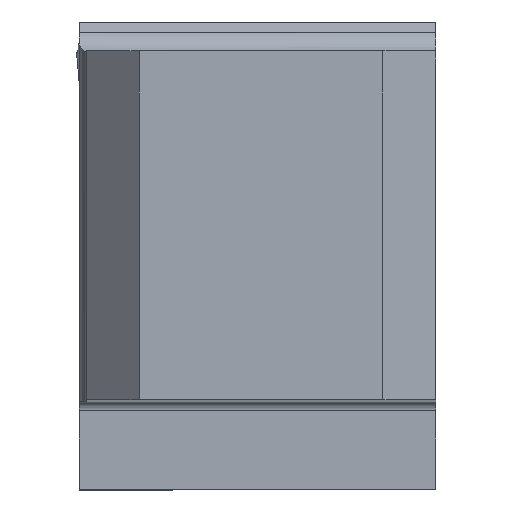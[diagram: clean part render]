
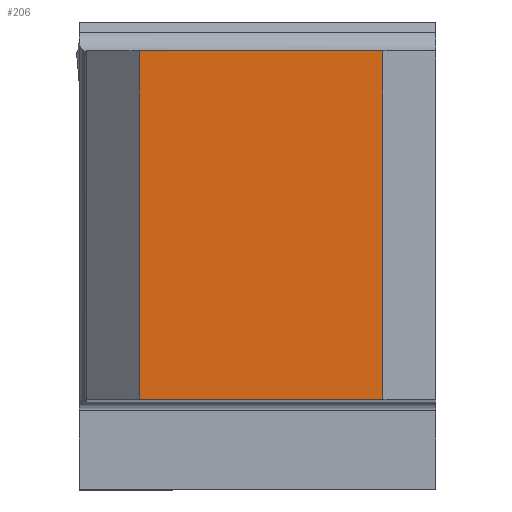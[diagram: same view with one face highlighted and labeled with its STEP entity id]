
A CAD part, top view. The second image highlights one B-rep face of the part: STEP entity #206.
In plain terms, the highlighted planar face has unit normal (0, 0, 1).
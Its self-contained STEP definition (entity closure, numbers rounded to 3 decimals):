
#206=ADVANCED_FACE('CU_BACK_SU1',(#322),#282,.F.);
#282=PLANE('',#1587);
#322=FACE_OUTER_BOUND('',#398,.T.);
#398=EDGE_LOOP('',(#474,#475,#476,#477));
#474=ORIENTED_EDGE('',*,*,#1023,.F.);
#475=ORIENTED_EDGE('',*,*,#1024,.T.);
#476=ORIENTED_EDGE('',*,*,#1025,.T.);
#477=ORIENTED_EDGE('',*,*,#1026,.F.);
#888=VERTEX_POINT('',#2170);
#889=VERTEX_POINT('',#2171);
#890=VERTEX_POINT('',#2173);
#891=VERTEX_POINT('',#2175);
#1023=EDGE_CURVE('',#888,#889,#1230,.T.);
#1024=EDGE_CURVE('',#888,#890,#1231,.T.);
#1025=EDGE_CURVE('',#890,#891,#1232,.T.);
#1026=EDGE_CURVE('',#889,#891,#1233,.T.);
#1230=LINE('',#2169,#1366);
#1231=LINE('',#2172,#1367);
#1232=LINE('',#2174,#1368);
#1233=LINE('',#2176,#1369);
#1366=VECTOR('',#1738,1.);
#1367=VECTOR('',#1739,1.);
#1368=VECTOR('',#1740,1.);
#1369=VECTOR('',#1741,1.);
#1587=AXIS2_PLACEMENT_3D('',#2177,#1742,#1743);
#1738=DIRECTION('',(0.,1.,0.));
#1739=DIRECTION('',(1.,0.,0.));
#1740=DIRECTION('',(0.,1.,0.));
#1741=DIRECTION('',(1.,0.,0.));
#1742=DIRECTION('',(0.,0.,-1.));
#1743=DIRECTION('',(-1.,0.,0.));
#2169=CARTESIAN_POINT('',(-16.925,0.,0.));
#2170=CARTESIAN_POINT('',(-16.925,0.,0.));
#2171=CARTESIAN_POINT('',(-16.925,19.925,0.));
#2172=CARTESIAN_POINT('',(-110.,0.,0.));
#2173=CARTESIAN_POINT('',(-3.,0.,0.));
#2174=CARTESIAN_POINT('',(-3.,0.,0.));
#2175=CARTESIAN_POINT('',(-3.,19.925,0.));
#2176=CARTESIAN_POINT('',(-110.,19.925,0.));
#2177=CARTESIAN_POINT('',(22.996,39.925,0.));
